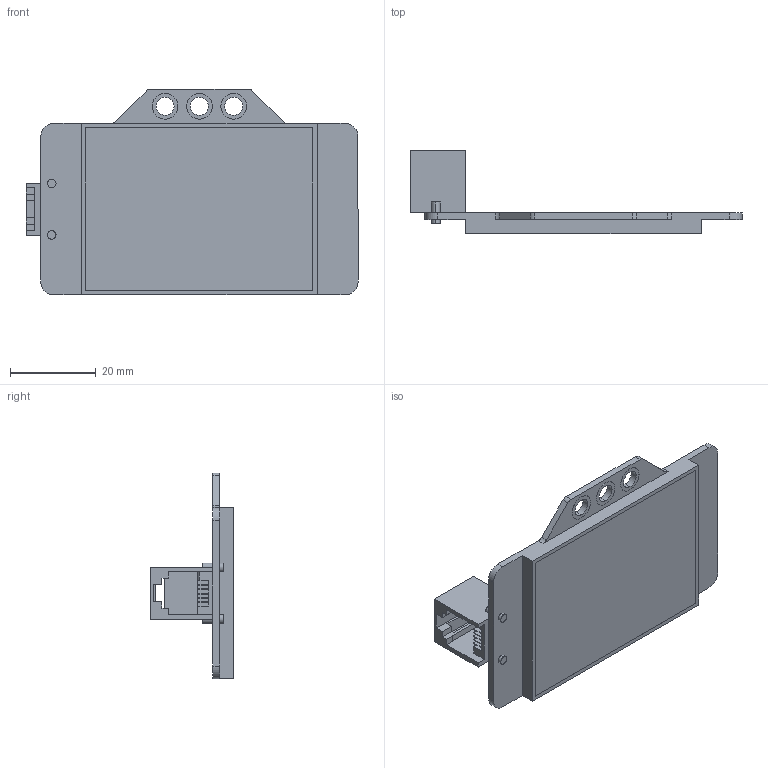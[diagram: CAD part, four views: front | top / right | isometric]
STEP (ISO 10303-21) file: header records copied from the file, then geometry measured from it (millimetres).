
FILE_DESCRIPTION (( 'STEP AP214' ), '1' );
FILE_NAME ('Me TFT LCD Screen -2.2 Inch V1.0.step', '2016-10-28T07:00:01', ( 'dell' ), ( '' ), 'SwSTEP 2.0', 'SolidWorks 2013', '' );
FILE_SCHEMA (( 'AUTOMOTIVE_DESIGN' ));
Length unit declared in the file: millimetre
Products named in the file (1): Me TFT LCD Screen -2.2 Inch V1.0
Bounding box: 77.46 x 19.5 x 48 mm (x, y, z)
Surface area: 9065.1 mm2 (no closed solid volume)
Topology: 0 solids, 3 shells, 124 faces, 380 edges, 260 vertices
Faces by surface type: plane 89, cylinder 35
Entity records: 5627 total; most frequent: CARTESIAN_POINT 765, DIRECTION 720, ORIENTED_EDGE 690, EDGE_CURVE 380, LINE 290, VECTOR 290, VERTEX_POINT 260, AXIS2_PLACEMENT_3D 215
